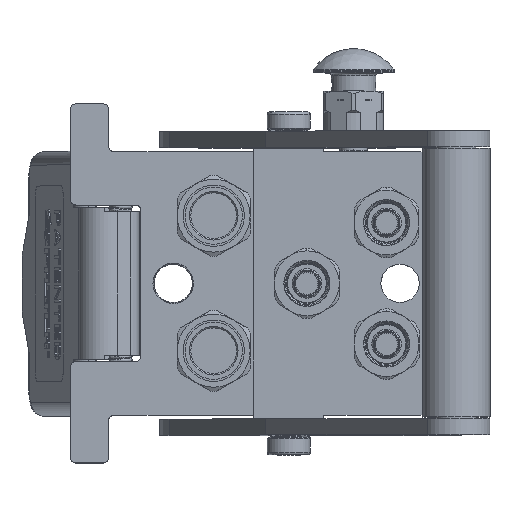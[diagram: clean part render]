
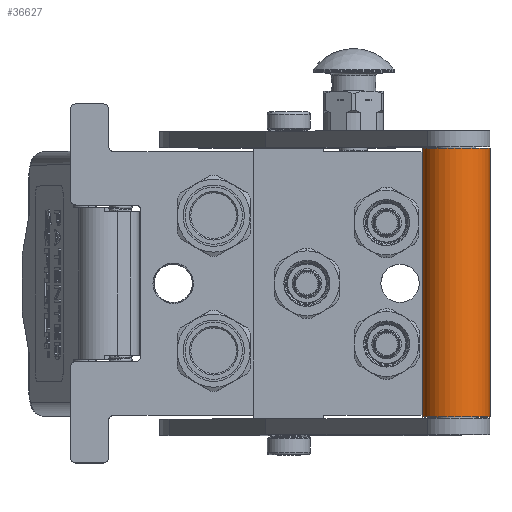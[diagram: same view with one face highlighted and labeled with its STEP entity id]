
A CAD part, top view. The second image highlights one B-rep face of the part: STEP entity #36627.
In plain terms, the highlighted cylindrical face has radius 12.5 mm (diameter 25 mm), a partial arc.
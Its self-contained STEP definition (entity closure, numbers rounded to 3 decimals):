
#6001 = CARTESIAN_POINT ( 'NONE',  ( 4.5, 0., 0. ) ) ;
#6417 = CARTESIAN_POINT ( 'NONE',  ( 104., 0., 12.5 ) ) ;
#7430 = DIRECTION ( 'NONE',  ( 0., 0., -1. ) ) ;
#15001 = AXIS2_PLACEMENT_3D ( 'NONE', #6001, #83842, #125085 ) ;
#15606 = DIRECTION ( 'NONE',  ( -1., 0., 0. ) ) ;
#15711 = CIRCLE ( 'NONE', #56629, 12.5 ) ;
#15793 = ORIENTED_EDGE ( 'NONE', *, *, #26707, .T. ) ;
#17832 = LINE ( 'NONE', #81691, #38053 ) ;
#26707 = EDGE_CURVE ( 'NONE', #121336, #27255, #15711, .T. ) ;
#27029 = DIRECTION ( 'NONE',  ( -1., 0., 0. ) ) ;
#27255 = VERTEX_POINT ( 'NONE', #6417 ) ;
#28781 = EDGE_CURVE ( 'NONE', #99364, #74275, #103100, .T. ) ;
#29740 = CARTESIAN_POINT ( 'NONE',  ( 4.5, 0., 12.5 ) ) ;
#29822 = ORIENTED_EDGE ( 'NONE', *, *, #28781, .F. ) ;
#33849 = FACE_OUTER_BOUND ( 'NONE', #108079, .T. ) ;
#36627 = ADVANCED_FACE ( 'NONE', ( #33849 ), #67994, .T. ) ;
#38053 = VECTOR ( 'NONE', #91645, 1000. ) ;
#46606 = CARTESIAN_POINT ( 'NONE',  ( 104., 0., 0. ) ) ;
#47723 = CARTESIAN_POINT ( 'NONE',  ( 104., 0., -12.5 ) ) ;
#56629 = AXIS2_PLACEMENT_3D ( 'NONE', #46606, #27029, #7430 ) ;
#64812 = CARTESIAN_POINT ( 'NONE',  ( -5.425, 0., 0. ) ) ;
#67994 = CYLINDRICAL_SURFACE ( 'NONE', #82874, 12.5 ) ;
#71420 = CARTESIAN_POINT ( 'NONE',  ( 4.5, 0., -12.5 ) ) ;
#72015 = DIRECTION ( 'NONE',  ( -1., 0., 0. ) ) ;
#74275 = VERTEX_POINT ( 'NONE', #29740 ) ;
#80665 = CARTESIAN_POINT ( 'NONE',  ( 104., 0., 12.5 ) ) ;
#81691 = CARTESIAN_POINT ( 'NONE',  ( 104., 0., -12.5 ) ) ;
#81955 = VECTOR ( 'NONE', #72015, 1000. ) ;
#82874 = AXIS2_PLACEMENT_3D ( 'NONE', #64812, #15606, #85140 ) ;
#83842 = DIRECTION ( 'NONE',  ( -1., 0., 0. ) ) ;
#85140 = DIRECTION ( 'NONE',  ( 0., 0., 1. ) ) ;
#85639 = ORIENTED_EDGE ( 'NONE', *, *, #90241, .T. ) ;
#90241 = EDGE_CURVE ( 'NONE', #27255, #74275, #108317, .T. ) ;
#91645 = DIRECTION ( 'NONE',  ( -1., 0., 0. ) ) ;
#93124 = ORIENTED_EDGE ( 'NONE', *, *, #104761, .F. ) ;
#99364 = VERTEX_POINT ( 'NONE', #71420 ) ;
#103100 = CIRCLE ( 'NONE', #15001, 12.5 ) ;
#104761 = EDGE_CURVE ( 'NONE', #121336, #99364, #17832, .T. ) ;
#108079 = EDGE_LOOP ( 'NONE', ( #15793, #85639, #29822, #93124 ) ) ;
#108317 = LINE ( 'NONE', #80665, #81955 ) ;
#121336 = VERTEX_POINT ( 'NONE', #47723 ) ;
#125085 = DIRECTION ( 'NONE',  ( 0., 0., -1. ) ) ;
